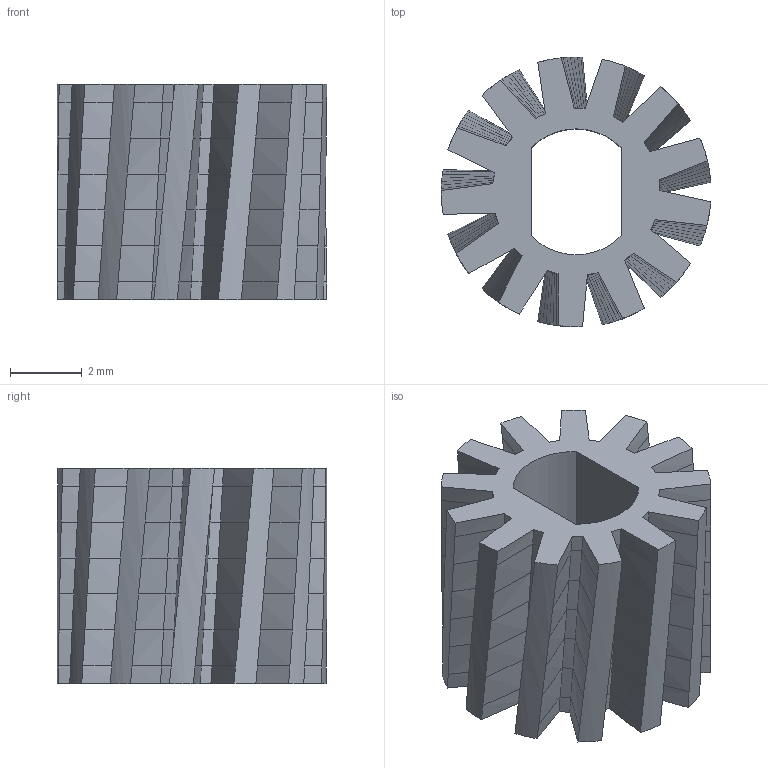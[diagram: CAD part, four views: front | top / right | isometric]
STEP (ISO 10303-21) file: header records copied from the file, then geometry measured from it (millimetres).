
FILE_DESCRIPTION(('Open CASCADE Model'),'2;1');
FILE_NAME('Open CASCADE Shape Model','2026-01-29T08:21:27',('Author'),( 'Open CASCADE'),'Open CASCADE STEP processor 7.8','build123d', 'Unknown');
FILE_SCHEMA(('AUTOMOTIVE_DESIGN { 1 0 10303 214 1 1 1 1 }'));
Length unit declared in the file: millimetre
Products named in the file (1): SOLID
Bounding box: 7.49 x 7.5 x 6 mm (x, y, z)
Volume: 137 mm3; surface area: 409.9 mm2
Topology: 1 solids, 1 shells, 292 faces, 714 edges, 424 vertices
Faces by surface type: bspline 273, cylinder 15, plane 4
Entity records: 18192 total; most frequent: CARTESIAN_POINT 6278, ORIENTED_EDGE 1428, PCURVE 1428, DEFINITIONAL_REPRESENTATION 1428, DIRECTION 1250, LINE 1120, VECTOR 1120, B_SPLINE_CURVE_WITH_KNOTS 962
